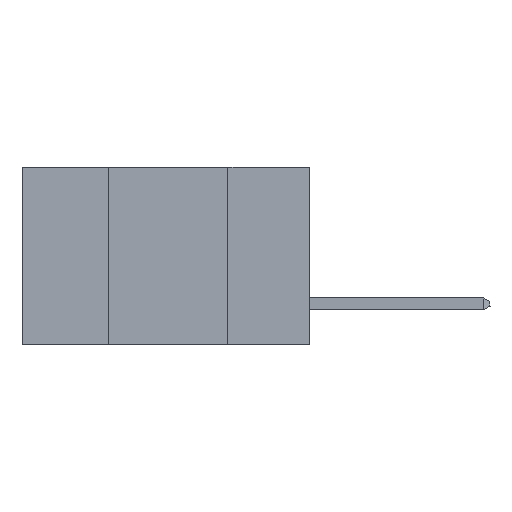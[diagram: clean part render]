
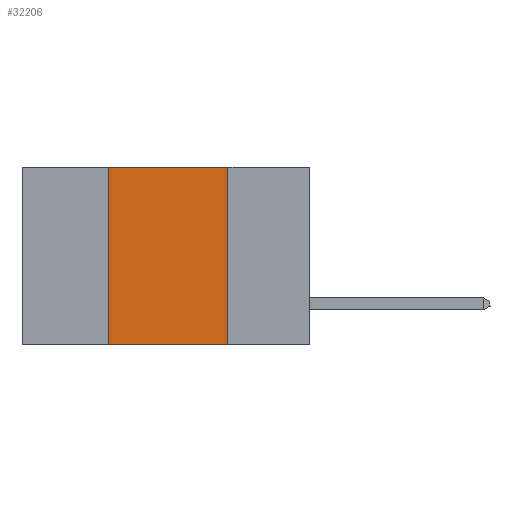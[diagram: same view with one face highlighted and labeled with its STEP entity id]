
A CAD part, left-side view. The second image highlights one B-rep face of the part: STEP entity #32206.
In plain terms, the highlighted planar face has unit normal (-1, 0, 0).
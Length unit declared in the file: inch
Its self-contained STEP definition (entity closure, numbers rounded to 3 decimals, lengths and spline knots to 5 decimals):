
#73 = EDGE_CURVE ( 'NONE', #16494, #6023, #29171, .T. ) ;
#235 = DIRECTION ( 'NONE',  ( 0., 0., -1. ) ) ;
#594 = EDGE_LOOP ( 'NONE', ( #14998, #32851, #21737, #28466 ) ) ;
#1892 = CARTESIAN_POINT ( 'NONE',  ( 0., 0.6, -0.37 ) ) ;
#2316 = CARTESIAN_POINT ( 'NONE',  ( 0., 0.42, 0. ) ) ;
#2392 = DIRECTION ( 'NONE',  ( 0., 0., -1. ) ) ;
#2601 = EDGE_CURVE ( 'NONE', #7514, #6023, #7800, .T. ) ;
#6023 = VERTEX_POINT ( 'NONE', #6410 ) ;
#6410 = CARTESIAN_POINT ( 'NONE',  ( 0., 0.17, -0.37 ) ) ;
#7514 = VERTEX_POINT ( 'NONE', #9361 ) ;
#7639 = CARTESIAN_POINT ( 'NONE',  ( 0., 0.42, 0. ) ) ;
#7800 = LINE ( 'NONE', #1892, #11304 ) ;
#7919 = DIRECTION ( 'NONE',  ( 0., -1., 0. ) ) ;
#9361 = CARTESIAN_POINT ( 'NONE',  ( 0., 0.42, -0.37 ) ) ;
#11304 = VECTOR ( 'NONE', #7919, 39.37008 ) ;
#11415 = CARTESIAN_POINT ( 'NONE',  ( 0., 0.17, 0. ) ) ;
#12279 = CARTESIAN_POINT ( 'NONE',  ( 0., 0.17, 0. ) ) ;
#12537 = EDGE_CURVE ( 'NONE', #7514, #34678, #32104, .T. ) ;
#12864 = DIRECTION ( 'NONE',  ( 0., -1., 0. ) ) ;
#13211 = CARTESIAN_POINT ( 'NONE',  ( 0., 0.6, 0. ) ) ;
#14998 = ORIENTED_EDGE ( 'NONE', *, *, #73, .F. ) ;
#16290 = VECTOR ( 'NONE', #12864, 39.37008 ) ;
#16494 = VERTEX_POINT ( 'NONE', #12279 ) ;
#18589 = PLANE ( 'NONE',  #31844 ) ;
#19134 = FACE_OUTER_BOUND ( 'NONE', #594, .T. ) ;
#19865 = DIRECTION ( 'NONE',  ( 0., 0., 1. ) ) ;
#21737 = ORIENTED_EDGE ( 'NONE', *, *, #12537, .F. ) ;
#24750 = DIRECTION ( 'NONE',  ( 1., 0., 0. ) ) ;
#28466 = ORIENTED_EDGE ( 'NONE', *, *, #2601, .T. ) ;
#28934 = EDGE_CURVE ( 'NONE', #34678, #16494, #32807, .T. ) ;
#29171 = LINE ( 'NONE', #11415, #32209 ) ;
#30107 = CARTESIAN_POINT ( 'NONE',  ( 0., 0.6, 0. ) ) ;
#31844 = AXIS2_PLACEMENT_3D ( 'NONE', #30107, #24750, #2392 ) ;
#32104 = LINE ( 'NONE', #7639, #34303 ) ;
#32206 = ADVANCED_FACE ( 'NONE', ( #19134 ), #18589, .F. ) ;
#32209 = VECTOR ( 'NONE', #235, 39.37008 ) ;
#32807 = LINE ( 'NONE', #13211, #16290 ) ;
#32851 = ORIENTED_EDGE ( 'NONE', *, *, #28934, .F. ) ;
#34303 = VECTOR ( 'NONE', #19865, 39.37008 ) ;
#34678 = VERTEX_POINT ( 'NONE', #2316 ) ;
